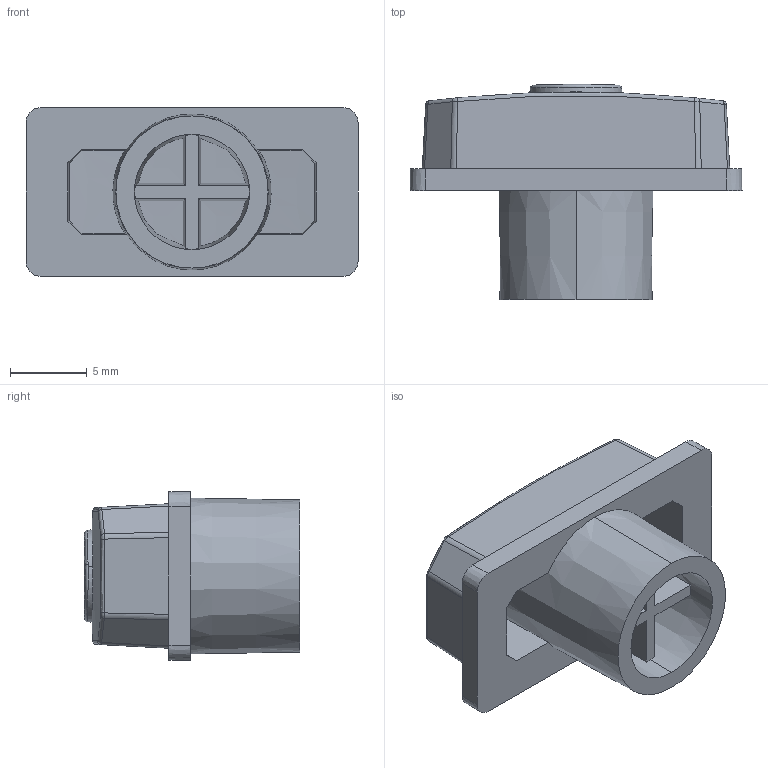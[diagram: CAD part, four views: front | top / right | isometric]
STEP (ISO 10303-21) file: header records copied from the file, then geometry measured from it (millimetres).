
FILE_DESCRIPTION (( 'STEP AP214' ), '1' );
FILE_NAME ('310-019772-REV-A.STEP', '2016-09-20T00:15:04', ( 'Aron Dahlgren' ), ( 'Synapse Product Development' ), 'SwSTEP 2.0', 'SolidWorks 2016', '' );
FILE_SCHEMA (( 'AUTOMOTIVE_DESIGN' ));
Length unit declared in the file: millimetre
Products named in the file (1): 310-019772-REV-A
Bounding box: 21.6 x 14 x 11 mm (x, y, z)
Volume: 1243.7 mm3; surface area: 1620.6 mm2
Topology: 1 solids, 1 shells, 78 faces, 200 edges, 128 vertices
Faces by surface type: bspline 38, plane 24, cone 8, cylinder 8
Entity records: 3664 total; most frequent: CARTESIAN_POINT 2049, ORIENTED_EDGE 400, DIRECTION 218, EDGE_CURVE 200, VERTEX_POINT 128, B_SPLINE_CURVE_WITH_KNOTS 96, EDGE_LOOP 82, AXIS2_PLACEMENT_3D 81
